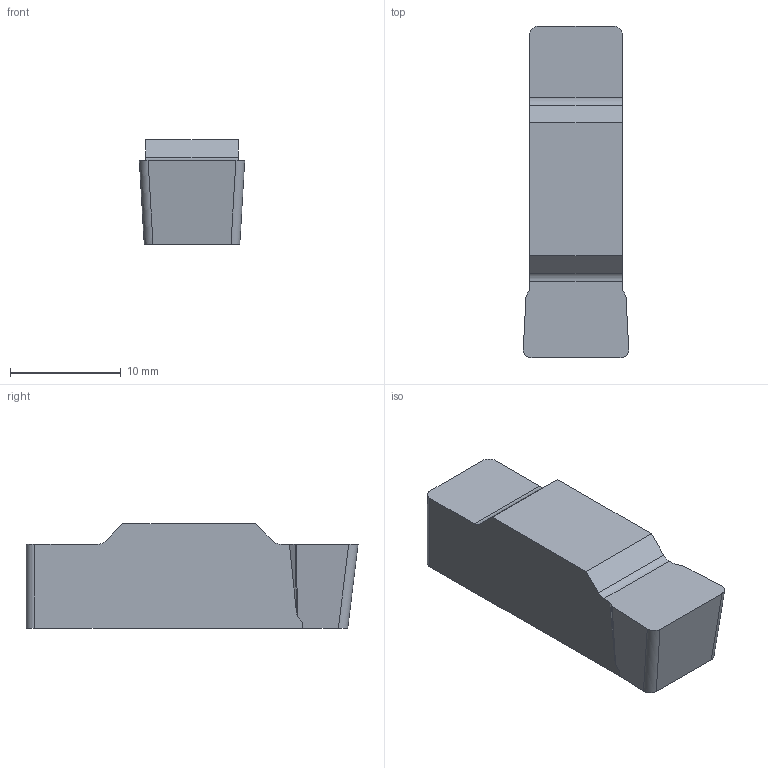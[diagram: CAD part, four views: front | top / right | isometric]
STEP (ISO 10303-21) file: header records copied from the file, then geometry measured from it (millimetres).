
FILE_DESCRIPTION(/* description */ (''),/* implementation_level */ '2;1');
FILE_NAME(/* name */ 'n123m1-0953-0008-gm-4325_cut_20190527_124223_1.stp',/* time_stamp */ '2019-05-27T12:43:13+02:00',/* author */ (''),/* organization */ ('SMS'),/* preprocessor_version */ 'ST-DEVELOPER v15',/* originating_system */ 'SIEMENS PLM Software NX 8.5',/* authorisation */ '');
FILE_SCHEMA (('AUTOMOTIVE_DESIGN { 1 0 10303 214 3 1 1 1 }'));
Length unit declared in the file: millimetre
Products named in the file (1): N123M1-0953-0008-GM-4325_CUT_20190527_124223_1
Bounding box: 9.52 x 30 x 9.46 mm (x, y, z)
Volume: 2104.9 mm3; surface area: 1133.5 mm2
Topology: 1 solids, 1 shells, 24 faces, 67 edges, 47 vertices
Faces by surface type: plane 16, cylinder 6, bspline 2
Entity records: 883 total; most frequent: CARTESIAN_POINT 219, ORIENTED_EDGE 132, DIRECTION 122, EDGE_CURVE 66, LINE 48, VECTOR 48, VERTEX_POINT 44, AXIS2_PLACEMENT_3D 37
